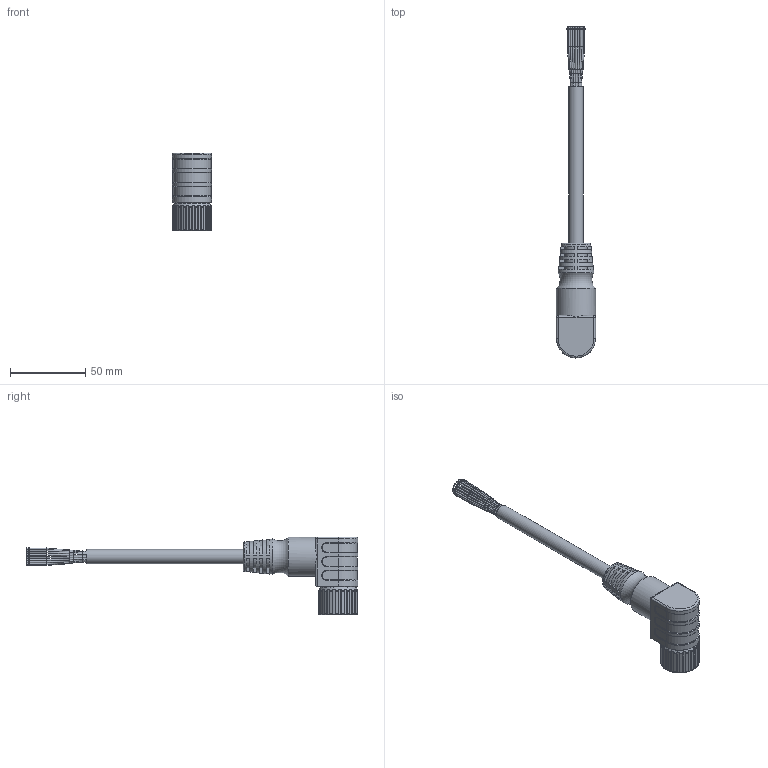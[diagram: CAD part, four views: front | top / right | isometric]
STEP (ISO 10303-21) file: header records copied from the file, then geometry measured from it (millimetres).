
FILE_DESCRIPTION(/* description */ (''),/* implementation_level */ '2;1');
FILE_NAME(/* name */ '8027370.stp',/* time_stamp */ '2015-03-16T13:07:46+01:00',/* author */ ('ESCHA Bauelemente GmbH'),/* organization */ ('ESCHA Bauelemente GmbH'),/* preprocessor_version */ 'ST-DEVELOPER v14',/* originating_system */ 'SIEMENS PLM Software NX 8.0',/* authorisation */ '');
FILE_SCHEMA (('AUTOMOTIVE_DESIGN { 1 0 10303 214 3 1 1 1 }'));
Length unit declared in the file: millimetre
Products named in the file (1): 5009366_Umspritzung_part_255397
Bounding box: 26 x 219.96 x 51.54 mm (x, y, z)
Volume: 53832.9 mm3; surface area: 18637 mm2
Topology: 1 solids, 1 shells, 1590 faces, 4237 edges, 2768 vertices
Faces by surface type: plane 1104, cylinder 312, torus 93, cone 45, bspline 34, sphere 2
Full cylindrical faces by diameter (mm): 1 x76, 1.4 x19, 9.6 x1, 17.9 x1, 18 x1, 22 x1, 23.05 x1, 23.2 x1, 25.92 x1
Entity records: 49585 total; most frequent: CARTESIAN_POINT 11385, ORIENTED_EDGE 7986, DIRECTION 7352, EDGE_CURVE 3993, LINE 2974, VECTOR 2974, VERTEX_POINT 2719, AXIS2_PLACEMENT_3D 2189
